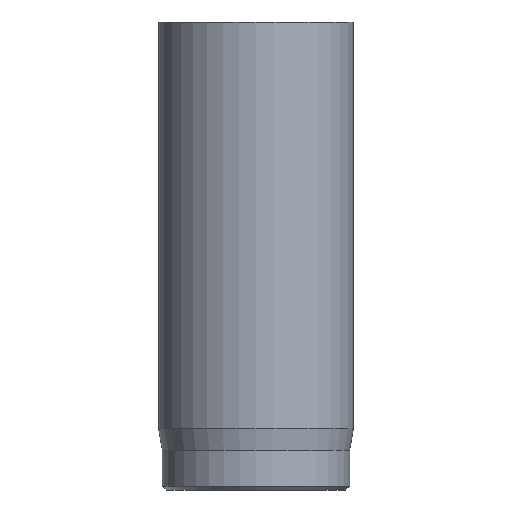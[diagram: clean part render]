
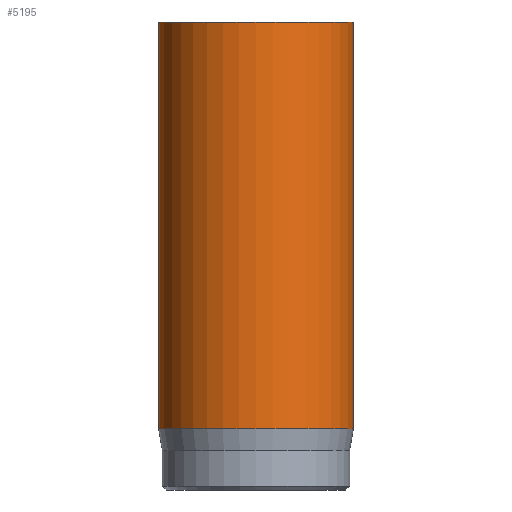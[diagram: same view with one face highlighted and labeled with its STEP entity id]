
A CAD part, front view. The second image highlights one B-rep face of the part: STEP entity #5195.
In plain terms, the highlighted cylindrical face has radius 2.5 mm (diameter 5 mm), a full revolution.
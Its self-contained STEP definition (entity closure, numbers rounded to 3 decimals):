
#31=CYLINDRICAL_SURFACE('',#5404,2.5);
#45=CIRCLE('',#5379,2.5);
#56=CIRCLE('',#5402,2.5);
#57=CIRCLE('',#5403,2.5);
#813=FACE_OUTER_BOUND('',#1114,.T.);
#1114=EDGE_LOOP('',(#4707,#4708,#4709,#4710,#4711));
#1541=LINE('',#9657,#1974);
#1974=VECTOR('',#6097,2.5);
#2471=VERTEX_POINT('',#9610);
#2483=VERTEX_POINT('',#9651);
#2484=VERTEX_POINT('',#9652);
#3216=EDGE_CURVE('',#2471,#2471,#45,.T.);
#3233=EDGE_CURVE('',#2483,#2484,#56,.T.);
#3234=EDGE_CURVE('',#2484,#2483,#57,.T.);
#3236=EDGE_CURVE('',#2471,#2483,#1541,.T.);
#4707=ORIENTED_EDGE('',*,*,#3216,.T.);
#4708=ORIENTED_EDGE('',*,*,#3236,.T.);
#4709=ORIENTED_EDGE('',*,*,#3233,.T.);
#4710=ORIENTED_EDGE('',*,*,#3234,.T.);
#4711=ORIENTED_EDGE('',*,*,#3236,.F.);
#5195=ADVANCED_FACE('',(#813),#31,.T.);
#5379=AXIS2_PLACEMENT_3D('',#9611,#6038,#6039);
#5402=AXIS2_PLACEMENT_3D('',#9653,#6090,#6091);
#5403=AXIS2_PLACEMENT_3D('',#9654,#6092,#6093);
#5404=AXIS2_PLACEMENT_3D('',#9656,#6095,#6096);
#6038=DIRECTION('center_axis',(0.,0.,-1.));
#6039=DIRECTION('ref_axis',(-1.,0.,0.));
#6090=DIRECTION('center_axis',(0.,0.,1.));
#6091=DIRECTION('ref_axis',(-1.,0.,0.));
#6092=DIRECTION('center_axis',(0.,0.,1.));
#6093=DIRECTION('ref_axis',(-1.,0.,0.));
#6095=DIRECTION('center_axis',(0.,0.,1.));
#6096=DIRECTION('ref_axis',(-1.,0.,0.));
#6097=DIRECTION('',(0.,0.,-1.));
#9610=CARTESIAN_POINT('',(2.5,0.,12.));
#9611=CARTESIAN_POINT('Origin',(0.,0.,12.));
#9651=CARTESIAN_POINT('',(2.5,0.,1.567));
#9652=CARTESIAN_POINT('',(-2.5,0.,1.567));
#9653=CARTESIAN_POINT('Origin',(0.,0.,1.567));
#9654=CARTESIAN_POINT('Origin',(0.,0.,1.567));
#9656=CARTESIAN_POINT('Origin',(0.,0.,0.));
#9657=CARTESIAN_POINT('',(2.5,0.,0.));
